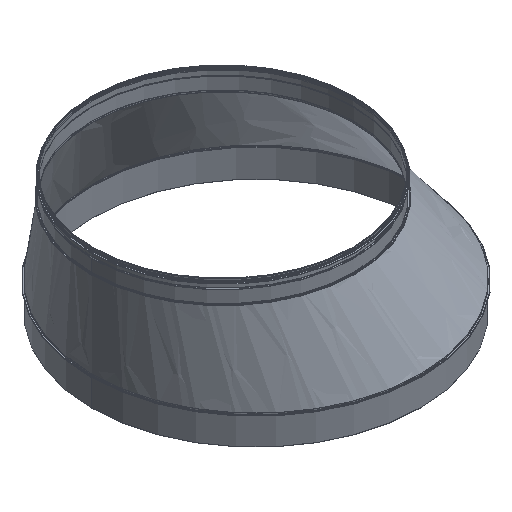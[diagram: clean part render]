
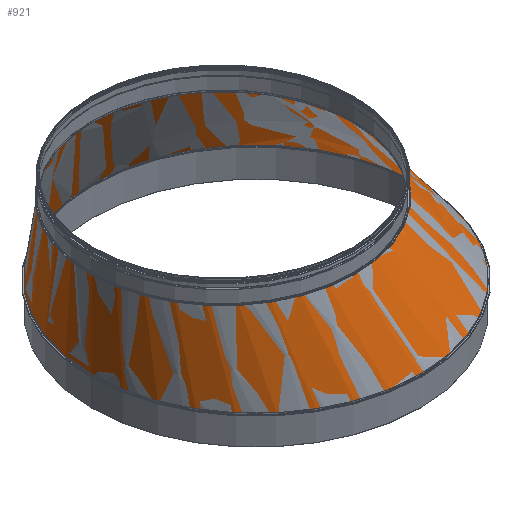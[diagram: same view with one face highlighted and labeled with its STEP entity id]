
A CAD part, isometric view. The second image highlights one B-rep face of the part: STEP entity #921.
In plain terms, the highlighted free-form (B-spline) face has degree [1, 2] with [2, 9] control points.
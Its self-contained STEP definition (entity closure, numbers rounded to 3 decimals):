
#112=CARTESIAN_POINT('',(-499.3,0.0,0.0));
#113=VERTEX_POINT('',#112);
#114=CARTESIAN_POINT('',(499.3,0.0,0.0));
#115=VERTEX_POINT('',#114);
#317=CARTESIAN_POINT('',(0.0,0.0,0.0));
#318=DIRECTION('',(0.0,0.0,-1.0));
#319=DIRECTION('',(1.0,0.0,0.0));
#320=AXIS2_PLACEMENT_3D('',#317,#318,#319);
#321=CIRCLE('',#320,499.3);
#322=EDGE_CURVE('',#113,#115,#321,.T.);
#324=CARTESIAN_POINT('',(0.0,0.0,0.0));
#325=DIRECTION('',(0.0,0.0,-1.0));
#326=DIRECTION('',(1.0,0.0,0.0));
#327=AXIS2_PLACEMENT_3D('',#324,#325,#326);
#328=CIRCLE('',#327,499.3);
#329=EDGE_CURVE('',#115,#113,#328,.T.);
#481=CARTESIAN_POINT('',(-499.3,0.0,-329.0));
#482=VERTEX_POINT('',#481);
#483=CARTESIAN_POINT('',(126.825,0.0,-329.0));
#484=DIRECTION('',(0.0,0.0,1.0));
#485=DIRECTION('',(1.0,0.0,0.0));
#486=AXIS2_PLACEMENT_3D('',#483,#484,#485);
#487=CIRCLE('',#486,626.125);
#488=EDGE_CURVE('',#482,#482,#487,.T.);
#888=CARTESIAN_POINT('',(-103.876,444.337,134.734));
#889=CARTESIAN_POINT('',(126.825,703.575,-542.341));
#890=CARTESIAN_POINT('',(-499.3,444.337,0.));
#891=CARTESIAN_POINT('',(-499.3,703.575,-755.682));
#892=CARTESIAN_POINT('',(-499.3,0.,0.));
#893=CARTESIAN_POINT('',(-499.3,0.,-755.682));
#894=CARTESIAN_POINT('',(-499.3,-444.337,0.));
#895=CARTESIAN_POINT('',(-499.3,-703.575,-755.682));
#896=CARTESIAN_POINT('',(-103.876,-444.337,134.734));
#897=CARTESIAN_POINT('',(126.825,-703.575,-542.341));
#898=CARTESIAN_POINT('',(291.548,-444.337,269.467));
#899=CARTESIAN_POINT('',(752.95,-703.575,-329.));
#900=CARTESIAN_POINT('',(291.548,0.,269.467));
#901=CARTESIAN_POINT('',(752.95,0.,-329.));
#902=CARTESIAN_POINT('',(291.548,444.337,269.467));
#903=CARTESIAN_POINT('',(752.95,703.575,-329.));
#904=CARTESIAN_POINT('',(-103.876,444.337,134.734));
#905=CARTESIAN_POINT('',(126.825,703.575,-542.341));
#913=(BOUNDED_SURFACE()B_SPLINE_SURFACE(1,2,((#888,#890,#892,#894,#896,#898,#900,#902,#904),(#889,#891,#893,#895,#897,#899,#901,#903,#905)),.UNSPECIFIED.,.F.,.T.,.U.)B_SPLINE_SURFACE_WITH_KNOTS((2,2),(3,2,2,2,3),(-0.866,0.341),(0.0,990.211,1980.422,2970.633,3960.844),.UNSPECIFIED.)GEOMETRIC_REPRESENTATION_ITEM()RATIONAL_B_SPLINE_SURFACE(((1.0,0.707,1.0,0.707,1.0,0.707,1.0,0.707,1.0),(1.0,0.707,1.0,0.707,1.0,0.707,1.0,0.707,1.0)))REPRESENTATION_ITEM('')SURFACE());
#914=ORIENTED_EDGE('',*,*,#329,.T.);
#915=ORIENTED_EDGE('',*,*,#322,.T.);
#916=EDGE_LOOP('',(#914,#915));
#917=FACE_OUTER_BOUND('',#916,.T.);
#918=ORIENTED_EDGE('',*,*,#488,.T.);
#919=EDGE_LOOP('',(#918));
#920=FACE_BOUND('',#919,.T.);
#921=ADVANCED_FACE('',(#917,#920),#913,.T.);
